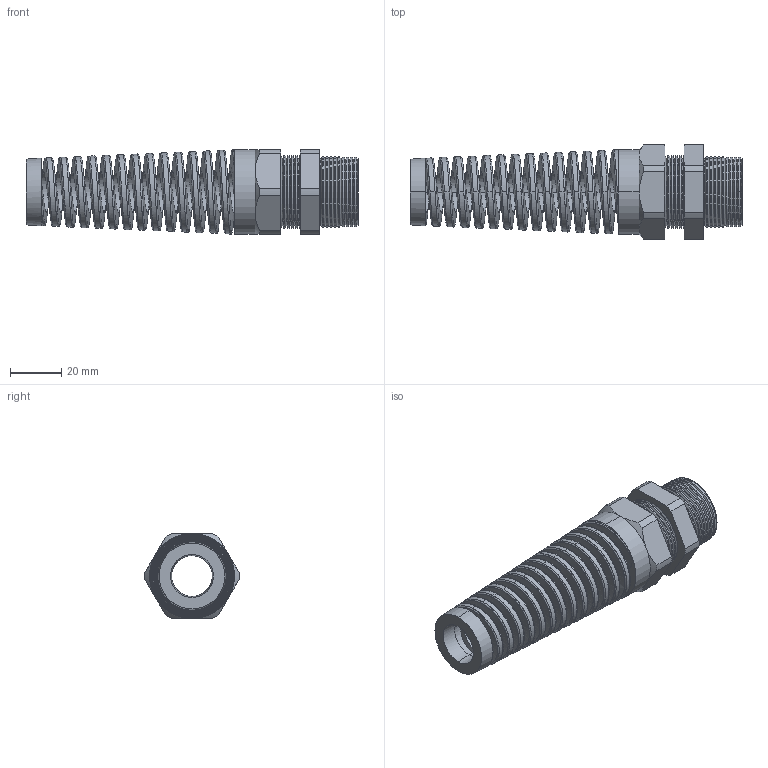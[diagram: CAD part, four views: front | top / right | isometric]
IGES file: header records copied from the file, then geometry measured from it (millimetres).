
Start section: SolidWorks IGES file using analytic representation for surfaces
Global section: file name: CF21CA-BK.IGS; native system: SolidWorks 2007; preprocessor: SolidWorks 2007; author: BAYSTATE-01; date: 080526.115523; units: inch
Bounding box: 129.04 x 36.64 x 33.02 mm (x, y, z)
Surface area: 31422.7 mm2 (no closed solid volume)
Topology: 0 solids, 0 shells, 216 faces, 5666 edges, 5666 vertices
Faces by surface type: revolution 182, bspline 34
